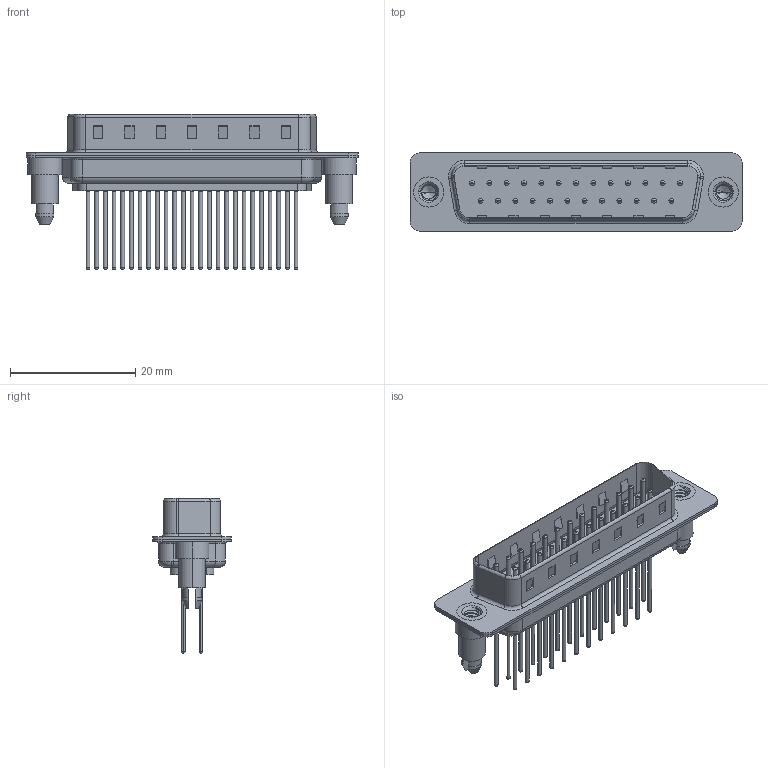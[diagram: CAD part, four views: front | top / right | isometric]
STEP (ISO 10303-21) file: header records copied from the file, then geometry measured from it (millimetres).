
FILE_DESCRIPTION (( 'STEP AP203' ), '1' );
FILE_NAME ('627-M25-323-WT5.STEP', '2020-07-17T07:10:01', ( '' ), ( '' ), 'SwSTEP 2.0', 'SolidWorks 2020', '' );
FILE_SCHEMA (( 'CONFIG_CONTROL_DESIGN' ));
Length unit declared in the file: millimetre
Products named in the file (7): 627M Shell Rear_25 Contacts; 627-M25-323-WT5; 627M Contact Row 1_23; 627M Contact Row 2_23; 627M Housing_25 Contacts; 627M Shell Front_25 Contacts; 627M 4-40 Threaded Boardlock
Assembly tree (30 placements, depth 2):
  627-M25-323-WT5
    627M Housing_25 Contacts
    627M Shell Front_25 Contacts
    627M Shell Rear_25 Contacts
    627M Contact Row 1_23  x13
    627M Contact Row 2_23  x12
    627M 4-40 Threaded Boardlock  x2
Bounding box: 53.05 x 12.5 x 24.77 mm (x, y, z)
Volume: 2901.5 mm3; surface area: 7500 mm2
Topology: 30 solids, 30 shells, 1351 faces, 2939 edges, 1788 vertices
Faces by surface type: cylinder 519, torus 450, plane 362, cone 14, bspline 6
Entity records: 21578 total; most frequent: CARTESIAN_POINT 4891, DIRECTION 3437, ORIENTED_EDGE 3004, EDGE_CURVE 1502, AXIS2_PLACEMENT_3D 1351, VERTEX_POINT 957, EDGE_LOOP 785, VECTOR 735
